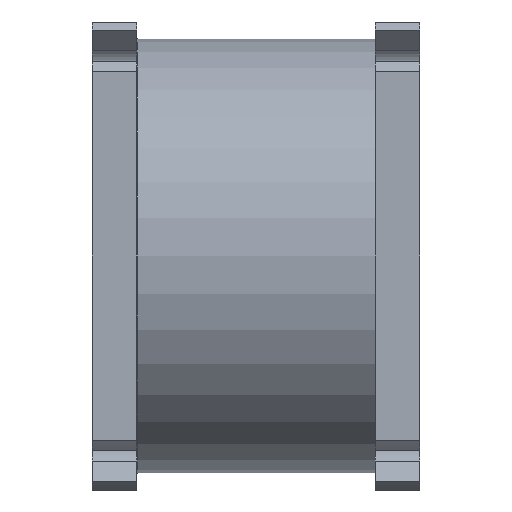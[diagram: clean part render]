
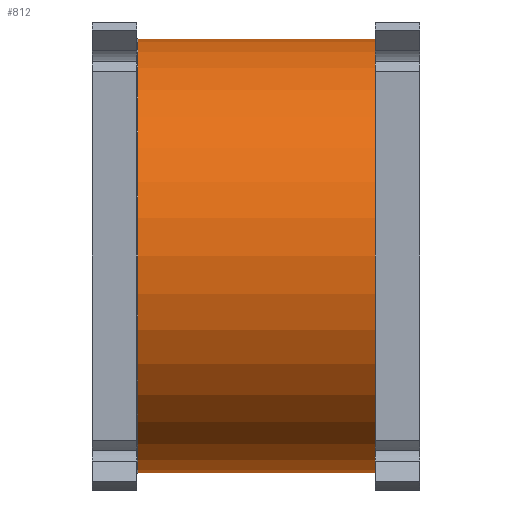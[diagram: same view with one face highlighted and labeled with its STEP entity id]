
A CAD part, left-side view. The second image highlights one B-rep face of the part: STEP entity #812.
In plain terms, the highlighted cylindrical face has radius 51 mm (diameter 102 mm), a partial arc.
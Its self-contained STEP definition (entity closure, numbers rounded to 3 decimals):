
#52 = DIRECTION ( 'NONE',  ( 0., 0., 1. ) ) ;
#158 = LINE ( 'NONE', #890, #1183 ) ;
#228 = VERTEX_POINT ( 'NONE', #1796 ) ;
#243 = AXIS2_PLACEMENT_3D ( 'NONE', #2263, #632, #976 ) ;
#333 = AXIS2_PLACEMENT_3D ( 'NONE', #1982, #840, #52 ) ;
#371 = EDGE_CURVE ( 'NONE', #2046, #228, #2055, .T. ) ;
#461 = EDGE_CURVE ( 'NONE', #1302, #228, #158, .T. ) ;
#614 = AXIS2_PLACEMENT_3D ( 'NONE', #1570, #1404, #673 ) ;
#632 = DIRECTION ( 'NONE',  ( 0., 1., 0. ) ) ;
#673 = DIRECTION ( 'NONE',  ( 0., 0., 1. ) ) ;
#678 = LINE ( 'NONE', #1011, #1191 ) ;
#740 = CARTESIAN_POINT ( 'NONE',  ( 0., -28., 51. ) ) ;
#769 = ORIENTED_EDGE ( 'NONE', *, *, #1666, .F. ) ;
#812 = ADVANCED_FACE ( 'NONE', ( #1258 ), #1790, .T. ) ;
#840 = DIRECTION ( 'NONE',  ( 0., -1., 0. ) ) ;
#890 = CARTESIAN_POINT ( 'NONE',  ( 0., 0., -51. ) ) ;
#976 = DIRECTION ( 'NONE',  ( 0., 0., -1. ) ) ;
#1011 = CARTESIAN_POINT ( 'NONE',  ( 0., 0., 51. ) ) ;
#1183 = VECTOR ( 'NONE', #2168, 1000. ) ;
#1191 = VECTOR ( 'NONE', #2273, 1000. ) ;
#1258 = FACE_OUTER_BOUND ( 'NONE', #2081, .T. ) ;
#1302 = VERTEX_POINT ( 'NONE', #1953 ) ;
#1404 = DIRECTION ( 'NONE',  ( 0., -1., 0. ) ) ;
#1507 = CIRCLE ( 'NONE', #243, 51. ) ;
#1570 = CARTESIAN_POINT ( 'NONE',  ( 0., -28., 0. ) ) ;
#1652 = ORIENTED_EDGE ( 'NONE', *, *, #371, .F. ) ;
#1666 = EDGE_CURVE ( 'NONE', #1302, #2060, #1507, .T. ) ;
#1790 = CYLINDRICAL_SURFACE ( 'NONE', #333, 51. ) ;
#1796 = CARTESIAN_POINT ( 'NONE',  ( 0., -28., -51. ) ) ;
#1822 = EDGE_CURVE ( 'NONE', #2060, #2046, #678, .T. ) ;
#1852 = ORIENTED_EDGE ( 'NONE', *, *, #1822, .F. ) ;
#1953 = CARTESIAN_POINT ( 'NONE',  ( 0., 27.8, -51. ) ) ;
#1982 = CARTESIAN_POINT ( 'NONE',  ( 0., 0., 0. ) ) ;
#2044 = CARTESIAN_POINT ( 'NONE',  ( 0., 27.8, 51. ) ) ;
#2046 = VERTEX_POINT ( 'NONE', #740 ) ;
#2055 = CIRCLE ( 'NONE', #614, 51. ) ;
#2060 = VERTEX_POINT ( 'NONE', #2044 ) ;
#2081 = EDGE_LOOP ( 'NONE', ( #769, #2299, #1652, #1852 ) ) ;
#2168 = DIRECTION ( 'NONE',  ( 0., -1., 0. ) ) ;
#2263 = CARTESIAN_POINT ( 'NONE',  ( 0., 27.8, 0. ) ) ;
#2273 = DIRECTION ( 'NONE',  ( 0., -1., 0. ) ) ;
#2299 = ORIENTED_EDGE ( 'NONE', *, *, #461, .T. ) ;
